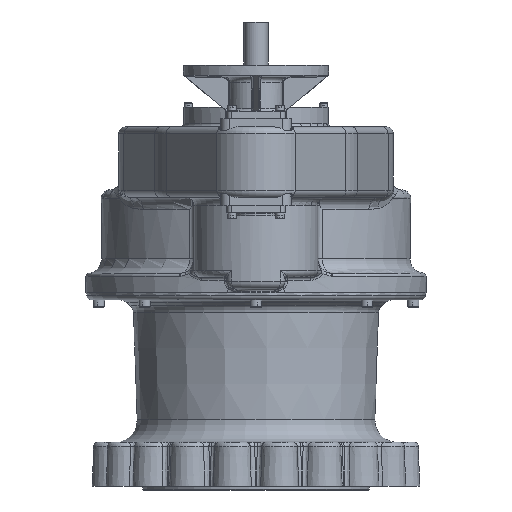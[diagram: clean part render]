
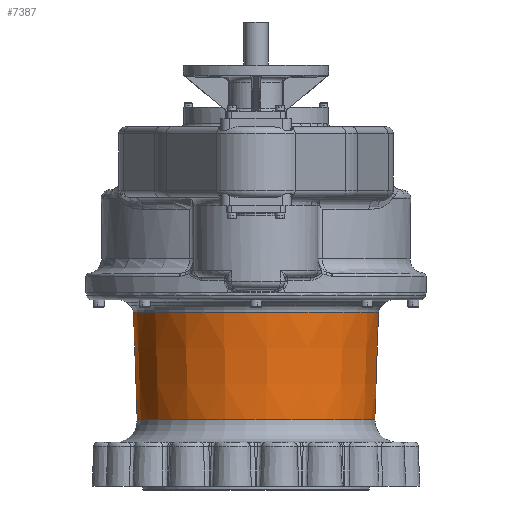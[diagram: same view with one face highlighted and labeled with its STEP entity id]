
A CAD part, left-side view. The second image highlights one B-rep face of the part: STEP entity #7387.
In plain terms, the highlighted conical face has half-angle 2 degrees and reference radius 245 mm.
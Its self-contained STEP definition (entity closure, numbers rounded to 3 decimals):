
#7387 = ADVANCED_FACE( '', ( #15391, #15392 ), #15393, .T. );
#15391 = FACE_BOUND( '', #61742, .T. );
#15392 = FACE_OUTER_BOUND( '', #61743, .T. );
#15393 = CONICAL_SURFACE( '', #61744, 245., 0.035 );
#61742 = EDGE_LOOP( '', ( #86674 ) );
#61743 = EDGE_LOOP( '', ( #86675 ) );
#61744 = AXIS2_PLACEMENT_3D( '', #86676, #86677, #86678 );
#86674 = ORIENTED_EDGE( '', *, *, #92609, .T. );
#86675 = ORIENTED_EDGE( '', *, *, #96054, .T. );
#86676 = CARTESIAN_POINT( '', ( 0., 0., -309. ) );
#86677 = DIRECTION( '', ( 0., 0., 1. ) );
#86678 = DIRECTION( '', ( 0.707, 0.707, 0. ) );
#92609 = EDGE_CURVE( '', #104693, #104693, #104694, .T. );
#96054 = EDGE_CURVE( '', #109131, #109131, #109132, .T. );
#104693 = VERTEX_POINT( '', #136463 );
#104694 = CIRCLE( '', #136464, 246.626 );
#109131 = VERTEX_POINT( '', #150659 );
#109132 = CIRCLE( '', #150660, 254.381 );
#136463 = CARTESIAN_POINT( '', ( 174.391, 174.391, -262.43 ) );
#136464 = AXIS2_PLACEMENT_3D( '', #158261, #158262, #158263 );
#150659 = CARTESIAN_POINT( '', ( -179.874, -179.874, -40.367 ) );
#150660 = AXIS2_PLACEMENT_3D( '', #161665, #161666, #161667 );
#158261 = CARTESIAN_POINT( '', ( 0., 0., -262.43 ) );
#158262 = DIRECTION( '', ( 0., 0., 1. ) );
#158263 = DIRECTION( '', ( 0.707, 0.707, 0. ) );
#161665 = CARTESIAN_POINT( '', ( 0., 0., -40.367 ) );
#161666 = DIRECTION( '', ( 0., 0., -1. ) );
#161667 = DIRECTION( '', ( -0.707, -0.707, 0. ) );
